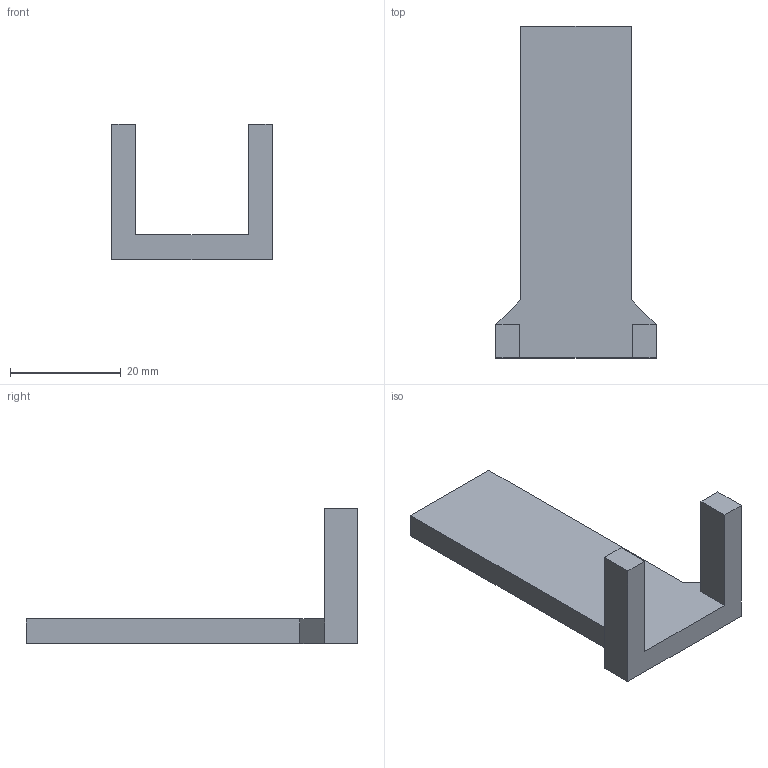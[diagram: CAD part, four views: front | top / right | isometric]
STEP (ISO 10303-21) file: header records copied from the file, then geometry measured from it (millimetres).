
FILE_DESCRIPTION(/* description */ (''),/* implementation_level */ '2;1');
FILE_NAME(/* name */ 'HeightTool.step',/* time_stamp */ '2019-08-30T15:24:32-04:00',/* author */ (''),/* organization */ (''),/* preprocessor_version */ 'ST-DEVELOPER v18',/* originating_system */ 'Autodesk Translation Framework v8.6.0.1094',/* authorisation */ '');
FILE_SCHEMA (('AUTOMOTIVE_DESIGN { 1 0 10303 214 3 1 1 }'));
Length unit declared in the file: millimetre
Products named in the file (1): HeightTool
Bounding box: 29 x 60 x 24.5 mm (x, y, z)
Volume: 6764.7 mm3; surface area: 4151.7 mm2
Topology: 1 solids, 1 shells, 18 faces, 43 edges, 28 vertices
Faces by surface type: plane 17, cylinder 1
Full cylindrical faces by diameter (mm): 3 x1
Entity records: 553 total; most frequent: CARTESIAN_POINT 90, ORIENTED_EDGE 86, DIRECTION 83, EDGE_CURVE 43, LINE 41, VECTOR 41, VERTEX_POINT 28, AXIS2_PLACEMENT_3D 21
